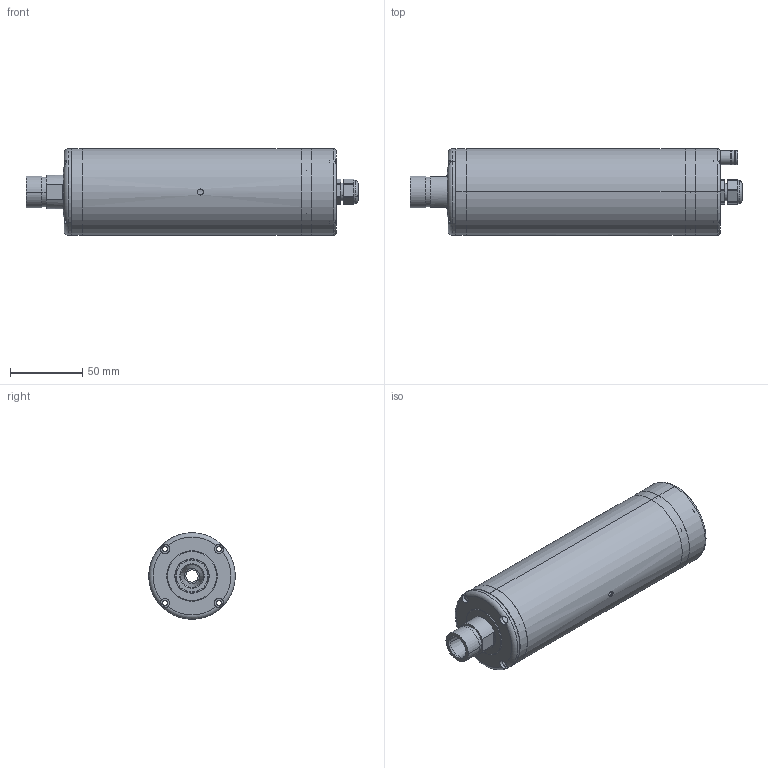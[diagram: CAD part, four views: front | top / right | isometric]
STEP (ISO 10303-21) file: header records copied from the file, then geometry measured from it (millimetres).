
FILE_DESCRIPTION (( 'STEP AP203' ), '1' );
FILE_NAME ('KGZ-06012S01.STEP', '2026-04-10T03:21:53', ( 'Microsoft' ), ( 'Microsoft' ), 'SwSTEP 2.0', 'SolidWorks 2018', '' );
FILE_SCHEMA (( 'CONFIG_CONTROL_DESIGN' ));
Length unit declared in the file: millimetre
Products named in the file (16): 蛌赽; 扷餵臏沭; 綴粣創釱; 萇擢諉芛 PG7; ァ諉芛 RPC6-01-A; 线圈; ヶ粣創揤啣; 粣創; HY KH6005 C 2RZ TA P4; 寡詩え; KGZ-06012S01; 蛌赽蹟譫; 60翋粣詩芠; 掖裔; ヶ裔啣; ヶ蹟譫
Assembly tree (8 placements, depth 2):
  扷餵臏沭
  线圈
  粣創
  HY KH6005 C 2RZ TA P4
  寡詩え
Bounding box: 230.5 x 60 x 60 mm (x, y, z)
Volume: 74474.1 mm3; surface area: 86810.3 mm2
Topology: 8 solids, 8 shells, 215 faces, 553 edges, 359 vertices
Faces by surface type: cylinder 115, plane 74, cone 18, torus 8
Entity records: 8623 total; most frequent: CARTESIAN_POINT 1588, DIRECTION 1300, ORIENTED_EDGE 1102, EDGE_CURVE 551, AXIS2_PLACEMENT_3D 547, VERTEX_POINT 359, CIRCLE 321, EDGE_LOOP 260
